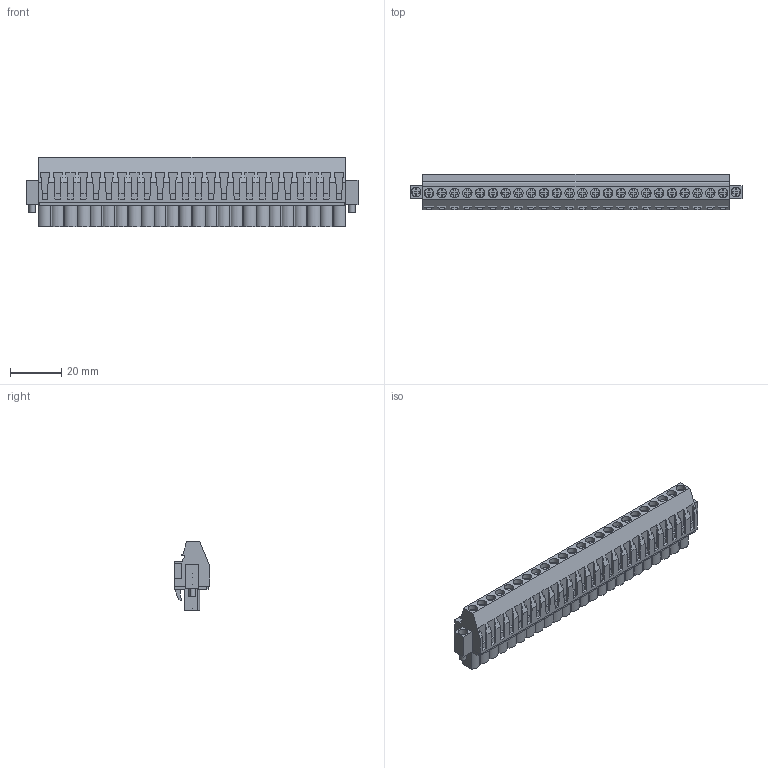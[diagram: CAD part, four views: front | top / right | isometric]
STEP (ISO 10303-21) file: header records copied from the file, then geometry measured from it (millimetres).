
FILE_DESCRIPTION(('CATIA V5 STEP Exchange','CAx-IF Rec.Pracs.--- Model Styling and Organization---1.2---2011-12-15'),'2;1');
FILE_NAME ('D1460472_0_1959200000_1959200000.stp','2017-09-20T14:52:51+00:00',('none'),('Weidmueller'),'CATIA Version 5-6 Release 2014','CATIA V5 STEP AP214','none');
FILE_SCHEMA(('AUTOMOTIVE_DESIGN { 1 0 10303 214 1 1 1 1 }'));
Length unit declared in the file: millimetre
Products named in the file (1): 1959200000
Bounding box: 129.8 x 14.05 x 27.2 mm (x, y, z)
Volume: 27726.1 mm3; surface area: 16240.3 mm2
Topology: 27 solids, 27 shells, 1558 faces, 4305 edges, 2904 vertices
Faces by surface type: plane 1314, cylinder 234, extrusion 10
Entity records: 45394 total; most frequent: ORIENTED_EDGE 8610, CARTESIAN_POINT 8261, DIRECTION 5995, EDGE_CURVE 4305, VECTOR 3711, LINE 3701, VERTEX_POINT 2904, EDGE_LOOP 1666
